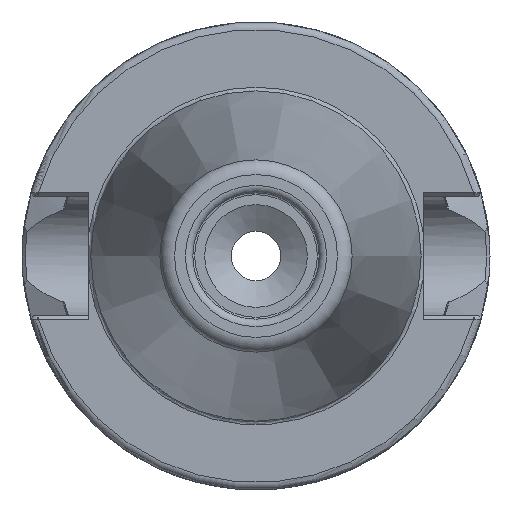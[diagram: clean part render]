
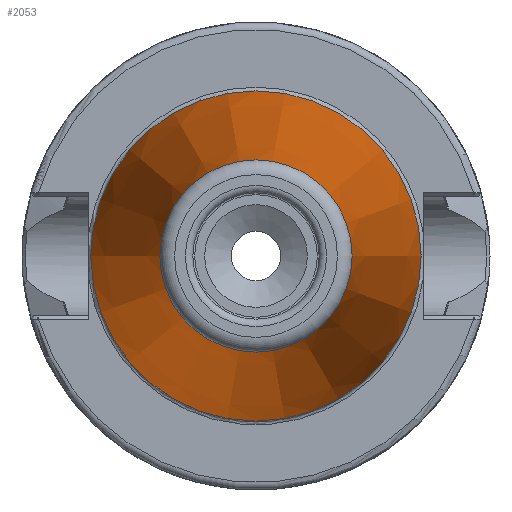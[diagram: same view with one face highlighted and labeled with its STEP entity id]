
A CAD part, left-side view. The second image highlights one B-rep face of the part: STEP entity #2053.
In plain terms, the highlighted conical face has half-angle 8.297 degrees and reference radius 17.581 mm.
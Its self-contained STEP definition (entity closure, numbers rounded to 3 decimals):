
#107=CONICAL_SURFACE('',#2261,17.581,0.145);
#259=FACE_OUTER_BOUND('',#377,.T.);
#377=EDGE_LOOP('',(#1698,#1699,#1700,#1701,#1702,#1703,#1704));
#493=LINE('',#4075,#587);
#587=VECTOR('',#2726,17.581);
#701=CIRCLE('',#2257,12.937);
#702=CIRCLE('',#2258,12.937);
#703=CIRCLE('',#2259,12.937);
#705=CIRCLE('',#2262,22.225);
#706=CIRCLE('',#2263,22.225);
#914=VERTEX_POINT('',#4063);
#915=VERTEX_POINT('',#4064);
#916=VERTEX_POINT('',#4066);
#917=VERTEX_POINT('',#4071);
#918=VERTEX_POINT('',#4072);
#1196=EDGE_CURVE('',#914,#915,#701,.T.);
#1197=EDGE_CURVE('',#916,#914,#702,.T.);
#1198=EDGE_CURVE('',#915,#916,#703,.T.);
#1200=EDGE_CURVE('',#917,#918,#705,.T.);
#1201=EDGE_CURVE('',#918,#917,#706,.T.);
#1202=EDGE_CURVE('',#918,#916,#493,.T.);
#1698=ORIENTED_EDGE('',*,*,#1200,.F.);
#1699=ORIENTED_EDGE('',*,*,#1201,.F.);
#1700=ORIENTED_EDGE('',*,*,#1202,.T.);
#1701=ORIENTED_EDGE('',*,*,#1197,.T.);
#1702=ORIENTED_EDGE('',*,*,#1196,.T.);
#1703=ORIENTED_EDGE('',*,*,#1198,.T.);
#1704=ORIENTED_EDGE('',*,*,#1202,.F.);
#2053=ADVANCED_FACE('',(#259),#107,.T.);
#2257=AXIS2_PLACEMENT_3D('',#4065,#2712,#2713);
#2258=AXIS2_PLACEMENT_3D('',#4067,#2714,#2715);
#2259=AXIS2_PLACEMENT_3D('',#4068,#2716,#2717);
#2261=AXIS2_PLACEMENT_3D('',#4070,#2720,#2721);
#2262=AXIS2_PLACEMENT_3D('',#4073,#2722,#2723);
#2263=AXIS2_PLACEMENT_3D('',#4074,#2724,#2725);
#2712=DIRECTION('center_axis',(1.,0.,0.));
#2713=DIRECTION('ref_axis',(0.,0.,-1.));
#2714=DIRECTION('center_axis',(1.,0.,0.));
#2715=DIRECTION('ref_axis',(0.,0.,-1.));
#2716=DIRECTION('center_axis',(1.,0.,0.));
#2717=DIRECTION('ref_axis',(0.,0.,-1.));
#2720=DIRECTION('center_axis',(1.,0.,0.));
#2721=DIRECTION('ref_axis',(0.,1.,0.));
#2722=DIRECTION('center_axis',(1.,0.,0.));
#2723=DIRECTION('ref_axis',(0.,0.,-1.));
#2724=DIRECTION('center_axis',(1.,0.,0.));
#2725=DIRECTION('ref_axis',(0.,0.,-1.));
#2726=DIRECTION('',(-0.99,0.144,0.));
#4063=CARTESIAN_POINT('',(-63.689,12.937,0.));
#4064=CARTESIAN_POINT('',(-63.689,0.,12.937));
#4065=CARTESIAN_POINT('Origin',(-63.689,0.,
0.));
#4066=CARTESIAN_POINT('',(-63.689,-12.937,0.));
#4067=CARTESIAN_POINT('Origin',(-63.689,0.,
0.));
#4068=CARTESIAN_POINT('Origin',(-63.689,0.,
0.));
#4070=CARTESIAN_POINT('Origin',(-31.844,0.,
0.));
#4071=CARTESIAN_POINT('',(0.,22.225,0.));
#4072=CARTESIAN_POINT('',(0.,-22.225,0.));
#4073=CARTESIAN_POINT('Origin',(0.,0.,
0.));
#4074=CARTESIAN_POINT('Origin',(0.,0.,
0.));
#4075=CARTESIAN_POINT('',(-31.844,-17.581,0.));
